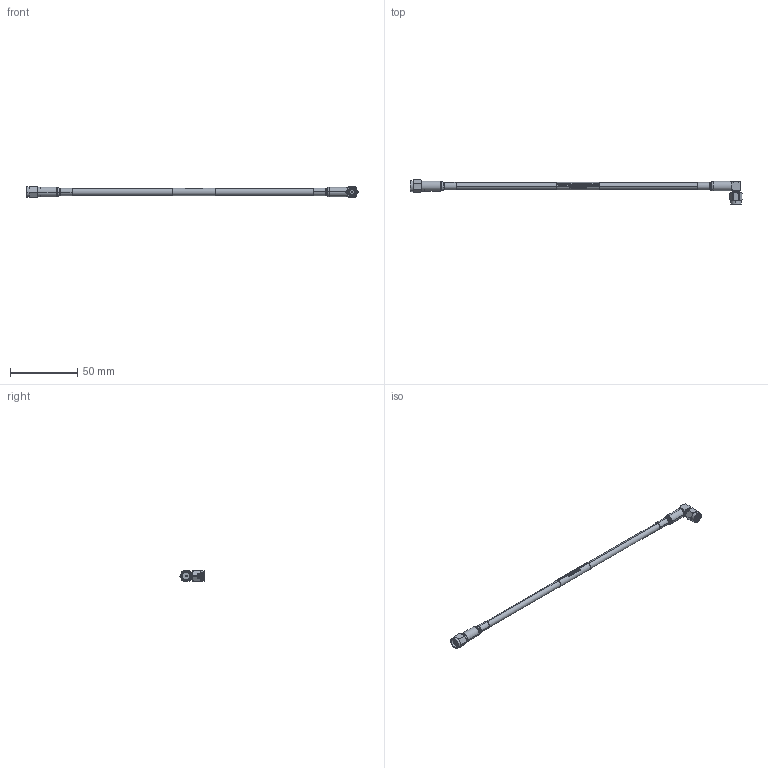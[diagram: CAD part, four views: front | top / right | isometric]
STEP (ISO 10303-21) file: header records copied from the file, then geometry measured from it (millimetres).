
FILE_DESCRIPTION (( 'STEP AP214' ), '1' );
FILE_NAME ('FMCA100278_3D.step', '2024-10-30T17:52:02', ( '' ), ( '' ), 'SwSTEP 2.0', 'SolidWorks 2022', '' );
FILE_SCHEMA (( 'AUTOMOTIVE_DESIGN' ));
Length unit declared in the file: inch
Products named in the file (9): Heat Shrink^FMCA100278_Config 1; FMCN5254^FMCA100278_默认; FMCN5254-MA1^FMCN5254_FMCA100278; FMCN5254-MA0^FMCN5254_FMCA100278; LMR-195-UF^FMCA100278_FM; Heat Shrink^FMCA100278; FMCN5271^FMCA100278_WITHOUT LABEL; FMCA100278_3D; FMCN5254-MA2^FMCN5254_FMCA100278
Assembly tree (8 placements, depth 3):
  FMCA100278_3D
    LMR-195-UF^FMCA100278_FM
    FMCN5254^FMCA100278_默认
      FMCN5254-MA0^FMCN5254_FMCA100278
      FMCN5254-MA1^FMCN5254_FMCA100278
      FMCN5254-MA2^FMCN5254_FMCA100278
    FMCN5271^FMCA100278_WITHOUT LABEL
    Heat Shrink^FMCA100278
    Heat Shrink^FMCA100278_Config 1
Bounding box: 247.1 x 17.95 x 8 mm (x, y, z)
Volume: 6198 mm3; surface area: 8432 mm2
Topology: 9 solids, 9 shells, 3477 faces, 7683 edges, 4282 vertices
Faces by surface type: bspline 2327, cylinder 569, plane 480, cone 83, torus 18
Entity records: 144026 total; most frequent: CARTESIAN_POINT 92553, ORIENTED_EDGE 15358, EDGE_CURVE 7679, VERTEX_POINT 4282, DIRECTION 4161, EDGE_LOOP 3551, ADVANCED_FACE 3477, FACE_OUTER_BOUND 3477
